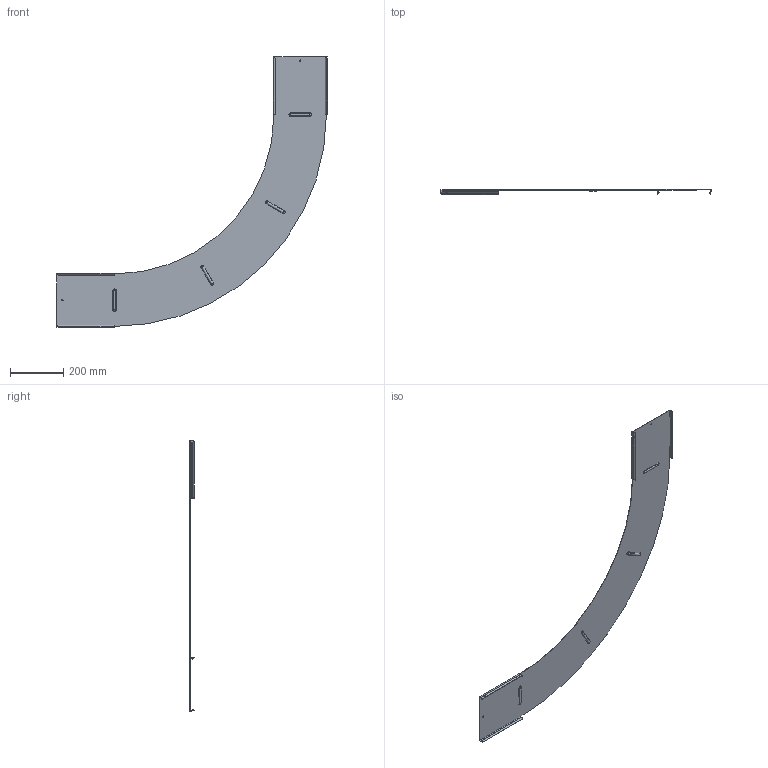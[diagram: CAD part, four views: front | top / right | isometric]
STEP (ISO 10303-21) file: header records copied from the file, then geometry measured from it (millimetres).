
FILE_DESCRIPTION (( 'STEP AP214' ), '1' );
FILE_NAME ('CPG05D-4-00.STEP', '2021-03-08T15:13:04', ( '' ), ( '' ), 'SwSTEP 2.0', 'SolidWorks 2017', '' );
FILE_SCHEMA (( 'AUTOMOTIVE_DESIGN' ));
Length unit declared in the file: millimetre
Products named in the file (1): CPG05D-4-00
Bounding box: 1018.2 x 17.4 x 1018.2 mm (x, y, z)
Volume: 387925.9 mm3; surface area: 651014.5 mm2
Topology: 1 solids, 1 shells, 168 faces, 442 edges, 284 vertices
Faces by surface type: plane 80, cylinder 48, torus 16, sphere 16, bspline 8
Entity records: 5936 total; most frequent: CARTESIAN_POINT 1671, ORIENTED_EDGE 884, DIRECTION 876, EDGE_CURVE 442, VECTOR 298, LINE 298, AXIS2_PLACEMENT_3D 289, VERTEX_POINT 284
